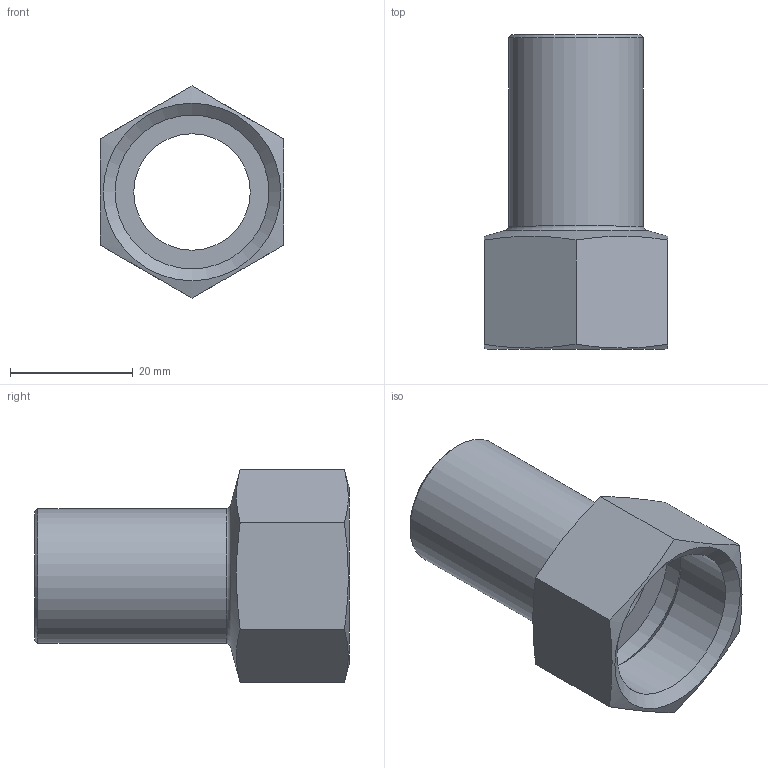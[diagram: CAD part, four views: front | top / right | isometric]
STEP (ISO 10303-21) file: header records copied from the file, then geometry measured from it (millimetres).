
FILE_DESCRIPTION(/* description */ ('MANICOTTO CON INSERIMENTO FILETTO FEMMINA 22x3/4'''' (INOXPRES GAS)'),/* implementation_level */ '2;1');
FILE_NAME(/* name */ '269304022_Inoxpres.stp',/* time_stamp */ '2022-10-13T08:44:21+02:00',/* author */ ('Vault'),/* organization */ ('Raccorderie metalliche s.p.a.'),/* preprocessor_version */ 'ST-DEVELOPER v18.1',/* originating_system */ 'Autodesk Inventor 2020',/* authorisation */ 'Raccorderie metalliche s.p.a.');
FILE_SCHEMA (('AUTOMOTIVE_DESIGN { 1 0 10303 214 3 1 1 }'));
Length unit declared in the file: millimetre
Products named in the file (1): 269304022_Inoxpres
Bounding box: 30 x 51.27 x 34.64 mm (x, y, z)
Volume: 8407.4 mm3; surface area: 8514.8 mm2
Topology: 1 solids, 1 shells, 19 faces, 48 edges, 31 vertices
Faces by surface type: plane 8, cone 6, cylinder 4, torus 1
Full cylindrical faces by diameter (mm): 19 x1, 22 x1, 25.1 x1, 28 x1
Entity records: 611 total; most frequent: CARTESIAN_POINT 123, ORIENTED_EDGE 96, DIRECTION 96, EDGE_CURVE 48, AXIS2_PLACEMENT_3D 40, VERTEX_POINT 31, EDGE_LOOP 21, CIRCLE 20
